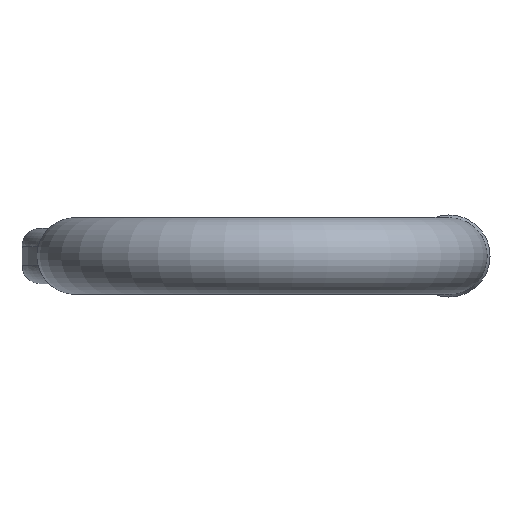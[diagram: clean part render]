
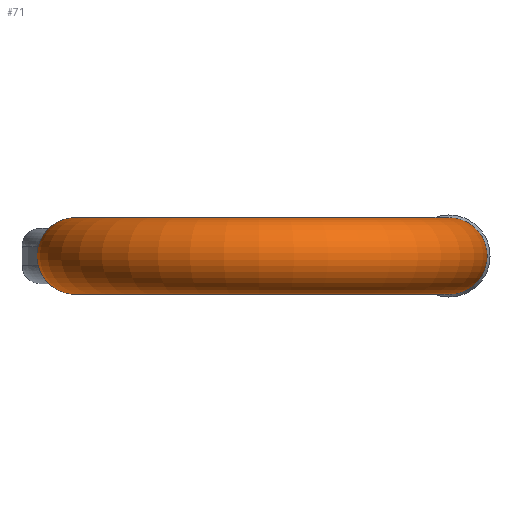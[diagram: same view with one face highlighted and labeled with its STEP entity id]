
A CAD part, front view. The second image highlights one B-rep face of the part: STEP entity #71.
In plain terms, the highlighted toroidal (fillet/blend) face has major radius 88 mm and minor radius 18 mm.
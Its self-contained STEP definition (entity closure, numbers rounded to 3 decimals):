
#61=TOROIDAL_SURFACE('',#472,88.,18.);
#71=ADVANCED_FACE('',(#172,#173),#61,.T.);
#172=FACE_BOUND('',#188,.T.);
#173=FACE_BOUND('',#189,.T.);
#188=EDGE_LOOP('',(#256));
#189=EDGE_LOOP('',(#257));
#256=ORIENTED_EDGE('',*,*,#376,.T.);
#257=ORIENTED_EDGE('',*,*,#414,.F.);
#332=VERTEX_POINT('',#620);
#370=VERTEX_POINT('',#878);
#376=EDGE_CURVE('',#332,#332,#436,.T.);
#414=EDGE_CURVE('',#370,#370,#438,.T.);
#436=CIRCLE('',#453,18.);
#438=CIRCLE('',#465,18.);
#453=AXIS2_PLACEMENT_3D('',#619,#504,#505);
#465=AXIS2_PLACEMENT_3D('',#877,#536,#537);
#472=AXIS2_PLACEMENT_3D('',#888,#550,#551);
#504=DIRECTION('',(0.,-1.,0.));
#505=DIRECTION('',(1.,0.,0.));
#536=DIRECTION('',(0.,1.,0.));
#537=DIRECTION('',(-1.,0.,0.));
#550=DIRECTION('',(0.,0.,1.));
#551=DIRECTION('',(1.,0.,0.));
#619=CARTESIAN_POINT('',(-88.,-60.,0.));
#620=CARTESIAN_POINT('',(-70.,-60.,0.));
#877=CARTESIAN_POINT('',(88.,-60.,0.));
#878=CARTESIAN_POINT('',(70.,-60.,0.));
#888=CARTESIAN_POINT('',(0.,-60.,0.));
